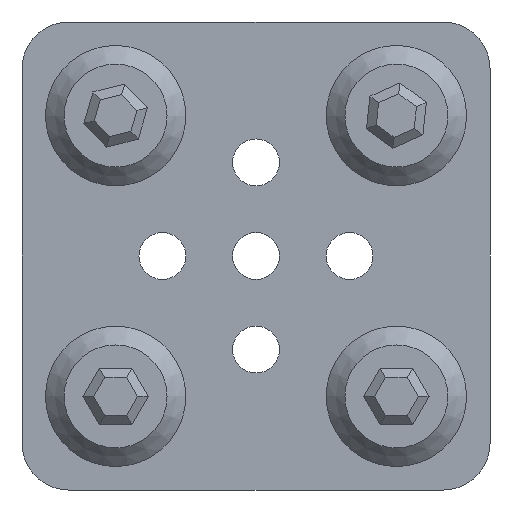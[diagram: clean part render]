
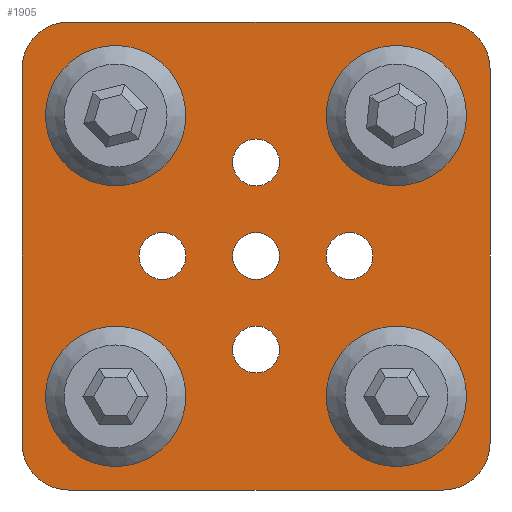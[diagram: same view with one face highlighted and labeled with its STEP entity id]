
A CAD part, front view. The second image highlights one B-rep face of the part: STEP entity #1905.
In plain terms, the highlighted planar face has unit normal (0, -1, 0).
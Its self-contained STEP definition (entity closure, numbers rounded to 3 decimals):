
#55=FACE_BOUND('',#309,.T.);
#56=FACE_BOUND('',#310,.T.);
#57=FACE_BOUND('',#311,.T.);
#58=FACE_BOUND('',#312,.T.);
#59=FACE_BOUND('',#313,.T.);
#60=FACE_BOUND('',#314,.T.);
#61=FACE_BOUND('',#315,.T.);
#62=FACE_BOUND('',#316,.T.);
#63=FACE_BOUND('',#317,.T.);
#94=PLANE('',#2064);
#177=FACE_OUTER_BOUND('',#308,.T.);
#308=EDGE_LOOP('',(#1352,#1353,#1354,#1355,#1356,#1357,#1358,#1359));
#309=EDGE_LOOP('',(#1360));
#310=EDGE_LOOP('',(#1361));
#311=EDGE_LOOP('',(#1362));
#312=EDGE_LOOP('',(#1363));
#313=EDGE_LOOP('',(#1364));
#314=EDGE_LOOP('',(#1365));
#315=EDGE_LOOP('',(#1366));
#316=EDGE_LOOP('',(#1367));
#317=EDGE_LOOP('',(#1368));
#477=LINE('',#2894,#658);
#480=LINE('',#2900,#661);
#481=LINE('',#2904,#662);
#482=LINE('',#2908,#663);
#658=VECTOR('',#2285,10.);
#661=VECTOR('',#2290,10.);
#662=VECTOR('',#2293,10.);
#663=VECTOR('',#2296,10.);
#838=CIRCLE('',#2062,5.);
#839=CIRCLE('',#2065,5.);
#840=CIRCLE('',#2066,5.);
#841=CIRCLE('',#2067,5.);
#842=CIRCLE('',#2068,2.5);
#843=CIRCLE('',#2069,2.5);
#844=CIRCLE('',#2070,2.5);
#845=CIRCLE('',#2071,2.5);
#846=CIRCLE('',#2072,2.5);
#847=CIRCLE('',#2073,2.5);
#848=CIRCLE('',#2074,2.5);
#849=CIRCLE('',#2075,2.5);
#850=CIRCLE('',#2076,2.5);
#921=VERTEX_POINT('',#2887);
#922=VERTEX_POINT('',#2889);
#923=VERTEX_POINT('',#2893);
#925=VERTEX_POINT('',#2899);
#926=VERTEX_POINT('',#2901);
#927=VERTEX_POINT('',#2903);
#928=VERTEX_POINT('',#2905);
#929=VERTEX_POINT('',#2907);
#930=VERTEX_POINT('',#2910);
#931=VERTEX_POINT('',#2912);
#932=VERTEX_POINT('',#2914);
#933=VERTEX_POINT('',#2916);
#934=VERTEX_POINT('',#2918);
#935=VERTEX_POINT('',#2920);
#936=VERTEX_POINT('',#2922);
#937=VERTEX_POINT('',#2924);
#938=VERTEX_POINT('',#2926);
#1083=EDGE_CURVE('',#921,#922,#838,.T.);
#1085=EDGE_CURVE('',#923,#922,#477,.T.);
#1088=EDGE_CURVE('',#925,#921,#480,.T.);
#1089=EDGE_CURVE('',#926,#925,#839,.T.);
#1090=EDGE_CURVE('',#927,#926,#481,.T.);
#1091=EDGE_CURVE('',#928,#927,#840,.T.);
#1092=EDGE_CURVE('',#929,#928,#482,.T.);
#1093=EDGE_CURVE('',#923,#929,#841,.T.);
#1094=EDGE_CURVE('',#930,#930,#842,.T.);
#1095=EDGE_CURVE('',#931,#931,#843,.T.);
#1096=EDGE_CURVE('',#932,#932,#844,.T.);
#1097=EDGE_CURVE('',#933,#933,#845,.T.);
#1098=EDGE_CURVE('',#934,#934,#846,.T.);
#1099=EDGE_CURVE('',#935,#935,#847,.T.);
#1100=EDGE_CURVE('',#936,#936,#848,.T.);
#1101=EDGE_CURVE('',#937,#937,#849,.T.);
#1102=EDGE_CURVE('',#938,#938,#850,.T.);
#1352=ORIENTED_EDGE('',*,*,#1083,.F.);
#1353=ORIENTED_EDGE('',*,*,#1088,.F.);
#1354=ORIENTED_EDGE('',*,*,#1089,.F.);
#1355=ORIENTED_EDGE('',*,*,#1090,.F.);
#1356=ORIENTED_EDGE('',*,*,#1091,.F.);
#1357=ORIENTED_EDGE('',*,*,#1092,.F.);
#1358=ORIENTED_EDGE('',*,*,#1093,.F.);
#1359=ORIENTED_EDGE('',*,*,#1085,.T.);
#1360=ORIENTED_EDGE('',*,*,#1094,.F.);
#1361=ORIENTED_EDGE('',*,*,#1095,.F.);
#1362=ORIENTED_EDGE('',*,*,#1096,.F.);
#1363=ORIENTED_EDGE('',*,*,#1097,.F.);
#1364=ORIENTED_EDGE('',*,*,#1098,.F.);
#1365=ORIENTED_EDGE('',*,*,#1099,.F.);
#1366=ORIENTED_EDGE('',*,*,#1100,.F.);
#1367=ORIENTED_EDGE('',*,*,#1101,.F.);
#1368=ORIENTED_EDGE('',*,*,#1102,.F.);
#1905=ADVANCED_FACE('',(#177,#55,#56,#57,#58,#59,#60,#61,#62,#63),#94,.F.);
#2062=AXIS2_PLACEMENT_3D('',#2890,#2280,#2281);
#2064=AXIS2_PLACEMENT_3D('',#2898,#2288,#2289);
#2065=AXIS2_PLACEMENT_3D('',#2902,#2291,#2292);
#2066=AXIS2_PLACEMENT_3D('',#2906,#2294,#2295);
#2067=AXIS2_PLACEMENT_3D('',#2909,#2297,#2298);
#2068=AXIS2_PLACEMENT_3D('',#2911,#2299,#2300);
#2069=AXIS2_PLACEMENT_3D('',#2913,#2301,#2302);
#2070=AXIS2_PLACEMENT_3D('',#2915,#2303,#2304);
#2071=AXIS2_PLACEMENT_3D('',#2917,#2305,#2306);
#2072=AXIS2_PLACEMENT_3D('',#2919,#2307,#2308);
#2073=AXIS2_PLACEMENT_3D('',#2921,#2309,#2310);
#2074=AXIS2_PLACEMENT_3D('',#2923,#2311,#2312);
#2075=AXIS2_PLACEMENT_3D('',#2925,#2313,#2314);
#2076=AXIS2_PLACEMENT_3D('',#2927,#2315,#2316);
#2280=DIRECTION('center_axis',(0.,1.,0.));
#2281=DIRECTION('ref_axis',(-0.707,0.,0.707));
#2285=DIRECTION('',(-1.,0.,0.));
#2288=DIRECTION('center_axis',(0.,1.,0.));
#2289=DIRECTION('ref_axis',(1.,0.,0.));
#2290=DIRECTION('',(0.,0.,1.));
#2291=DIRECTION('center_axis',(0.,1.,0.));
#2292=DIRECTION('ref_axis',(-0.707,0.,-0.707));
#2293=DIRECTION('',(-1.,0.,0.));
#2294=DIRECTION('center_axis',(0.,1.,0.));
#2295=DIRECTION('ref_axis',(0.707,0.,-0.707));
#2296=DIRECTION('',(0.,0.,-1.));
#2297=DIRECTION('center_axis',(0.,1.,0.));
#2298=DIRECTION('ref_axis',(0.707,0.,0.707));
#2299=DIRECTION('center_axis',(0.,-1.,0.));
#2300=DIRECTION('ref_axis',(1.,0.,0.));
#2301=DIRECTION('center_axis',(0.,-1.,0.));
#2302=DIRECTION('ref_axis',(1.,0.,0.));
#2303=DIRECTION('center_axis',(0.,-1.,0.));
#2304=DIRECTION('ref_axis',(1.,0.,0.));
#2305=DIRECTION('center_axis',(0.,-1.,0.));
#2306=DIRECTION('ref_axis',(1.,0.,0.));
#2307=DIRECTION('center_axis',(0.,-1.,0.));
#2308=DIRECTION('ref_axis',(1.,0.,0.));
#2309=DIRECTION('center_axis',(0.,-1.,0.));
#2310=DIRECTION('ref_axis',(1.,0.,0.));
#2311=DIRECTION('center_axis',(0.,-1.,0.));
#2312=DIRECTION('ref_axis',(1.,0.,0.));
#2313=DIRECTION('center_axis',(0.,-1.,0.));
#2314=DIRECTION('ref_axis',(1.,0.,0.));
#2315=DIRECTION('center_axis',(0.,-1.,0.));
#2316=DIRECTION('ref_axis',(1.,0.,0.));
#2887=CARTESIAN_POINT('',(0.,0.,45.));
#2889=CARTESIAN_POINT('',(5.,0.,50.));
#2890=CARTESIAN_POINT('Origin',(5.,0.,45.));
#2893=CARTESIAN_POINT('',(45.,0.,50.));
#2894=CARTESIAN_POINT('',(50.,0.,50.));
#2898=CARTESIAN_POINT('Origin',(25.,0.,25.));
#2899=CARTESIAN_POINT('',(0.,0.,5.));
#2900=CARTESIAN_POINT('',(0.,0.,0.));
#2901=CARTESIAN_POINT('',(5.,0.,0.));
#2902=CARTESIAN_POINT('Origin',(5.,0.,5.));
#2903=CARTESIAN_POINT('',(45.,0.,0.));
#2904=CARTESIAN_POINT('',(50.,0.,0.));
#2905=CARTESIAN_POINT('',(50.,0.,5.));
#2906=CARTESIAN_POINT('Origin',(45.,0.,5.));
#2907=CARTESIAN_POINT('',(50.,0.,45.));
#2908=CARTESIAN_POINT('',(50.,0.,50.));
#2909=CARTESIAN_POINT('Origin',(45.,0.,45.));
#2910=CARTESIAN_POINT('',(37.5,0.,40.));
#2911=CARTESIAN_POINT('Origin',(40.,0.,40.));
#2912=CARTESIAN_POINT('',(7.5,0.,40.));
#2913=CARTESIAN_POINT('Origin',(10.,0.,40.));
#2914=CARTESIAN_POINT('',(37.5,0.,10.));
#2915=CARTESIAN_POINT('Origin',(40.,0.,10.));
#2916=CARTESIAN_POINT('',(7.5,0.,10.));
#2917=CARTESIAN_POINT('Origin',(10.,0.,10.));
#2918=CARTESIAN_POINT('',(22.5,0.,35.));
#2919=CARTESIAN_POINT('Origin',(25.,0.,35.));
#2920=CARTESIAN_POINT('',(22.5,0.,25.));
#2921=CARTESIAN_POINT('Origin',(25.,0.,25.));
#2922=CARTESIAN_POINT('',(12.5,0.,25.));
#2923=CARTESIAN_POINT('Origin',(15.,0.,25.));
#2924=CARTESIAN_POINT('',(22.5,0.,15.));
#2925=CARTESIAN_POINT('Origin',(25.,0.,15.));
#2926=CARTESIAN_POINT('',(32.5,0.,25.));
#2927=CARTESIAN_POINT('Origin',(35.,0.,25.));
